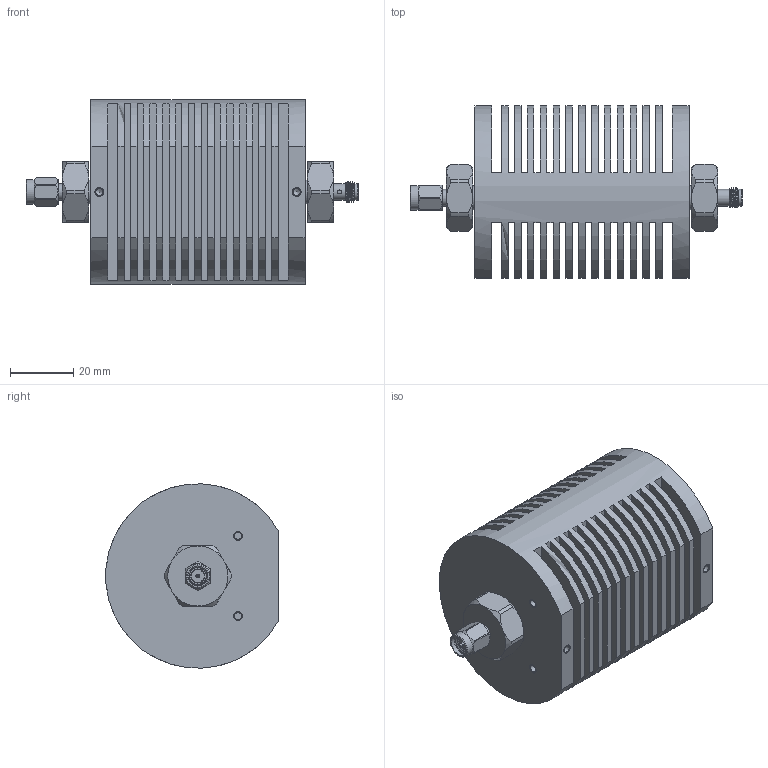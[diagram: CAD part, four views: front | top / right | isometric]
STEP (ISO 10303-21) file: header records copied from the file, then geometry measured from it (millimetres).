
FILE_DESCRIPTION (( 'STEP AP203' ), '1' );
FILE_NAME ('PE7357-XX_3D.step', '2021-02-25T17:50:55', ( '' ), ( '' ), 'SwSTEP 2.0', 'SolidWorks 2018', '' );
FILE_SCHEMA (( 'CONFIG_CONTROL_DESIGN' ));
Length unit declared in the file: inch
Products named in the file (1): PE7357-XX_3D
Bounding box: 105.16 x 54.51 x 58.38 mm (x, y, z)
Volume: 130206.8 mm3; surface area: 67026.7 mm2
Topology: 1 solids, 1 shells, 236 faces, 567 edges, 370 vertices
Faces by surface type: plane 141, cylinder 52, cone 36, bspline 6, torus 1
Full cylindrical faces by diameter (mm): 0.94 x1, 1.016 x1, 1.194 x1, 1.27 x1, 2.261 x6, 2.845 x6, 4.445 x1, 4.521 x1, 5.334 x3, 6.35 x6, 7.572 x2, 7.762 x1
Entity records: 8745 total; most frequent: CARTESIAN_POINT 3532, DIRECTION 1074, ORIENTED_EDGE 1002, EDGE_CURVE 501, AXIS2_PLACEMENT_3D 433, VERTEX_POINT 345, EDGE_LOOP 310, FACE_OUTER_BOUND 256
